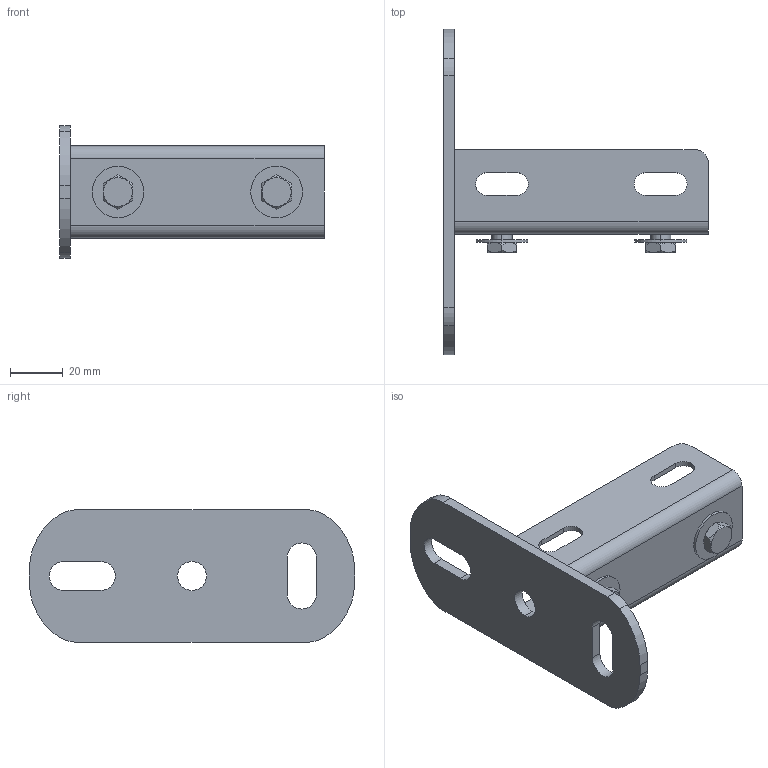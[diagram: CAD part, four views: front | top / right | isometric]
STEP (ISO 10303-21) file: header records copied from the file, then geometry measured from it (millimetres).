
FILE_DESCRIPTION (( 'STEP AP203' ), '1' );
FILE_NAME ('3D-LR-131-SG 34-30_17106970.STEP', '2024-09-03T15:59:31', ( '' ), ( '' ), 'SwSTEP 2.0', 'SolidWorks 2024', '' );
FILE_SCHEMA (( 'CONFIG_CONTROL_DESIGN' ));
Length unit declared in the file: inch
Products named in the file (1): 3D-LR-131-SG 34-30_17106970
Bounding box: 100 x 123 x 50 mm (x, y, z)
Volume: 44773 mm3; surface area: 36108.2 mm2
Topology: 6 solids, 6 shells, 120 faces, 303 edges, 198 vertices
Faces by surface type: plane 55, cylinder 53, cone 12
Entity records: 4250 total; most frequent: CARTESIAN_POINT 1170, DIRECTION 639, ORIENTED_EDGE 606, EDGE_CURVE 303, AXIS2_PLACEMENT_3D 239, VERTEX_POINT 198, LINE 161, VECTOR 161
